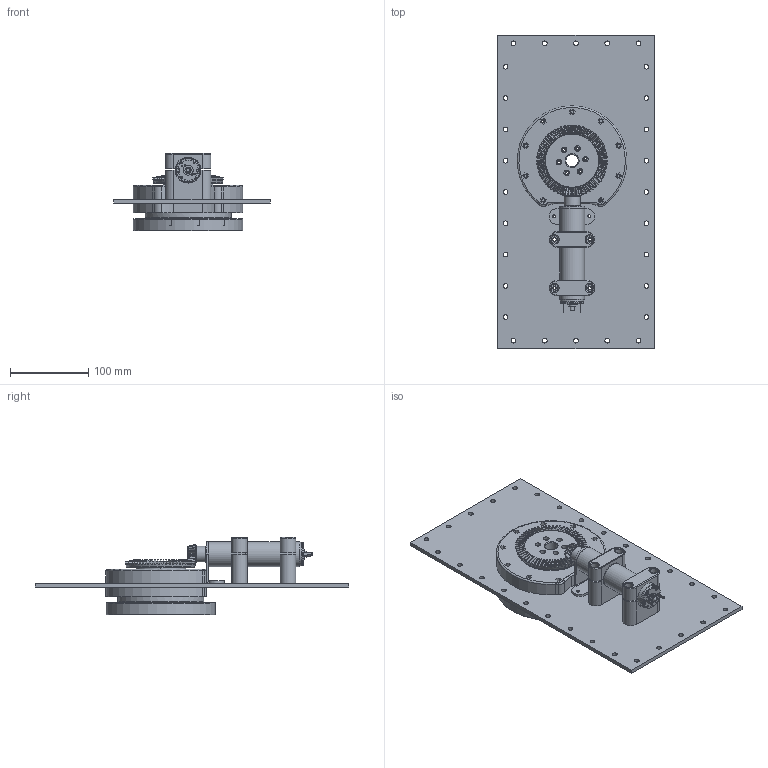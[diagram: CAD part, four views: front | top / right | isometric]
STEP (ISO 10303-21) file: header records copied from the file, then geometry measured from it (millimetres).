
FILE_DESCRIPTION(/* description */ (''),/* implementation_level */ '2;1');
FILE_NAME(/* name */ 'czlon_1.stp',/* time_stamp */ '2023-02-21T21:44:00+01:00',/* author */ ('Kamil'),/* organization */ (''),/* preprocessor_version */ 'ST-DEVELOPER v19',/* originating_system */ 'Autodesk Inventor 2023',/* authorisation */ '');
FILE_SCHEMA (('AUTOMOTIVE_DESIGN { 1 0 10303 214 3 1 1 }'));
Length unit declared in the file: millimetre
Products named in the file (12): I_Przegub_final; Bevel Gears; Bevel Gear1; Bevel Gear2; Podstawa; podst; Góra; Uchwyt_silnika_1; Uchwyt_silnika_2_dół; Uchwyt_silnika_2_góra; Faulhaber 3272G012C R; 32010-X-GY-002
Assembly tree (14 placements, depth 3):
  I_Przegub_final
    Bevel Gears
      Bevel Gear1
      Bevel Gear2
    32010-X-GY-002  x2
    Podstawa
    podst
    Góra
    Uchwyt_silnika_1
    Uchwyt_silnika_2_dół  x2
    Uchwyt_silnika_2_góra  x2
    Faulhaber 3272G012C R
Bounding box: 200 x 400 x 98.87 mm (x, y, z)
Volume: 1268748.9 mm3; surface area: 417155.9 mm2
Topology: 53 solids, 53 shells, 1318 faces, 3496 edges, 2349 vertices
Faces by surface type: bspline 402, plane 347, cone 283, cylinder 244, torus 36, sphere 6
Full cylindrical faces by diameter (mm): 0.008 x1, 1.2 x2, 1.41 x2, 1.5 x3, 1.8 x4, 2 x3, 2.5 x14, 3.4 x3, 4 x29, 4.5 x26, 5 x2, 6 x28, 7 x6, 7.5 x9, 7.9 x1, 8 x9, 8.008 x1, 8.2 x6, 9 x1, 10 x4, 10.8 x1, 11.8 x1, 13 x1, 13.5 x1, 16 x4, 17 x2, 20.308 x1, 25.75 x1, 26.9 x1, 27.57 x1
Entity records: 49863 total; most frequent: CARTESIAN_POINT 22937, ORIENTED_EDGE 5462, DIRECTION 5121, EDGE_CURVE 2731, AXIS2_PLACEMENT_3D 2148, VERTEX_POINT 1751, EDGE_LOOP 1484, CIRCLE 1242
